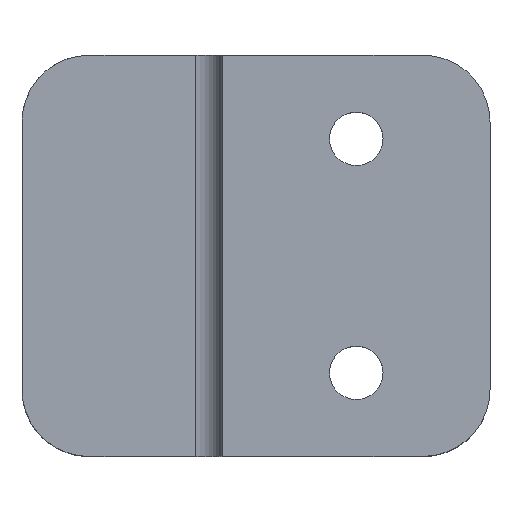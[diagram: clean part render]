
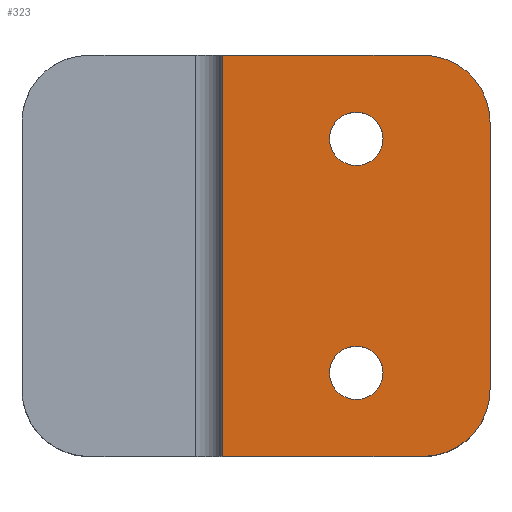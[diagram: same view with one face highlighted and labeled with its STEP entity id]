
A CAD part, top view. The second image highlights one B-rep face of the part: STEP entity #323.
In plain terms, the highlighted planar face has unit normal (0, 0, 1).
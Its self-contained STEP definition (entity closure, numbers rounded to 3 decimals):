
#19=FACE_BOUND('',#55,.T.);
#20=FACE_BOUND('',#56,.T.);
#25=PLANE('',#365);
#36=FACE_OUTER_BOUND('',#54,.T.);
#54=EDGE_LOOP('',(#236,#237,#238,#239,#240,#241));
#55=EDGE_LOOP('',(#242));
#56=EDGE_LOOP('',(#243));
#75=LINE('',#509,#103);
#79=LINE('',#522,#107);
#82=LINE('',#527,#110);
#83=LINE('',#529,#111);
#103=VECTOR('',#406,10.);
#107=VECTOR('',#418,10.);
#110=VECTOR('',#423,10.);
#111=VECTOR('',#424,10.);
#130=CIRCLE('',#362,5.);
#132=CIRCLE('',#366,5.);
#133=CIRCLE('',#367,2.);
#134=CIRCLE('',#368,2.);
#148=VERTEX_POINT('',#506);
#149=VERTEX_POINT('',#508);
#150=VERTEX_POINT('',#512);
#151=VERTEX_POINT('',#513);
#154=VERTEX_POINT('',#521);
#156=VERTEX_POINT('',#528);
#157=VERTEX_POINT('',#531);
#158=VERTEX_POINT('',#533);
#179=EDGE_CURVE('',#149,#148,#75,.T.);
#181=EDGE_CURVE('',#150,#151,#130,.T.);
#185=EDGE_CURVE('',#154,#151,#79,.T.);
#188=EDGE_CURVE('',#150,#149,#82,.T.);
#189=EDGE_CURVE('',#148,#156,#83,.T.);
#190=EDGE_CURVE('',#154,#156,#132,.T.);
#191=EDGE_CURVE('',#157,#157,#133,.T.);
#192=EDGE_CURVE('',#158,#158,#134,.T.);
#236=ORIENTED_EDGE('',*,*,#181,.F.);
#237=ORIENTED_EDGE('',*,*,#188,.T.);
#238=ORIENTED_EDGE('',*,*,#179,.T.);
#239=ORIENTED_EDGE('',*,*,#189,.T.);
#240=ORIENTED_EDGE('',*,*,#190,.F.);
#241=ORIENTED_EDGE('',*,*,#185,.T.);
#242=ORIENTED_EDGE('',*,*,#191,.T.);
#243=ORIENTED_EDGE('',*,*,#192,.T.);
#323=ADVANCED_FACE('',(#36,#19,#20),#25,.T.);
#362=AXIS2_PLACEMENT_3D('',#514,#410,#411);
#365=AXIS2_PLACEMENT_3D('',#526,#421,#422);
#366=AXIS2_PLACEMENT_3D('',#530,#425,#426);
#367=AXIS2_PLACEMENT_3D('',#532,#427,#428);
#368=AXIS2_PLACEMENT_3D('',#534,#429,#430);
#406=DIRECTION('',(0.,-1.,0.));
#410=DIRECTION('center_axis',(0.,0.,-1.));
#411=DIRECTION('ref_axis',(0.707,0.707,0.));
#418=DIRECTION('',(0.,1.,0.));
#421=DIRECTION('center_axis',(0.,0.,1.));
#422=DIRECTION('ref_axis',(1.,0.,0.));
#423=DIRECTION('',(-1.,0.,0.));
#424=DIRECTION('',(1.,0.,0.));
#425=DIRECTION('center_axis',(0.,0.,-1.));
#426=DIRECTION('ref_axis',(0.707,-0.707,0.));
#427=DIRECTION('center_axis',(0.,0.,-1.));
#428=DIRECTION('ref_axis',(-1.,0.,0.));
#429=DIRECTION('center_axis',(0.,0.,-1.));
#430=DIRECTION('ref_axis',(-1.,0.,0.));
#506=CARTESIAN_POINT('',(-10.,-15.,15.));
#508=CARTESIAN_POINT('',(-10.,15.,15.));
#509=CARTESIAN_POINT('',(-10.,15.,15.));
#512=CARTESIAN_POINT('',(5.,15.,15.));
#513=CARTESIAN_POINT('',(10.,10.,15.));
#514=CARTESIAN_POINT('Origin',(5.,10.,15.));
#521=CARTESIAN_POINT('',(10.,-10.,15.));
#522=CARTESIAN_POINT('',(10.,-15.,15.));
#526=CARTESIAN_POINT('Origin',(0.,0.,15.));
#527=CARTESIAN_POINT('',(25.,15.,15.));
#528=CARTESIAN_POINT('',(5.,-15.,15.));
#529=CARTESIAN_POINT('',(-25.,-15.,15.));
#530=CARTESIAN_POINT('Origin',(5.,-10.,15.));
#531=CARTESIAN_POINT('',(2.,-8.75,15.));
#532=CARTESIAN_POINT('Origin',(0.,-8.75,15.));
#533=CARTESIAN_POINT('',(2.,8.75,15.));
#534=CARTESIAN_POINT('Origin',(0.,8.75,15.));
